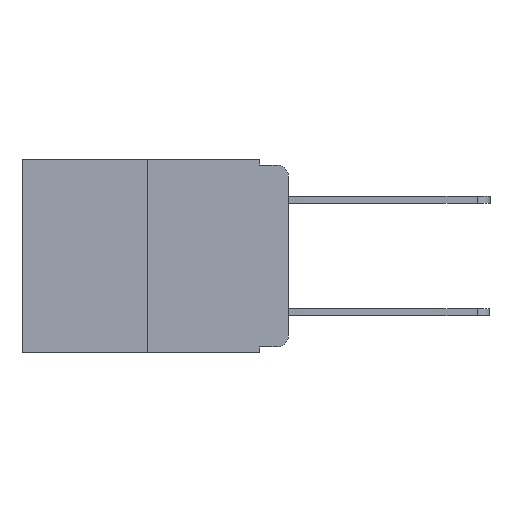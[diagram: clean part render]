
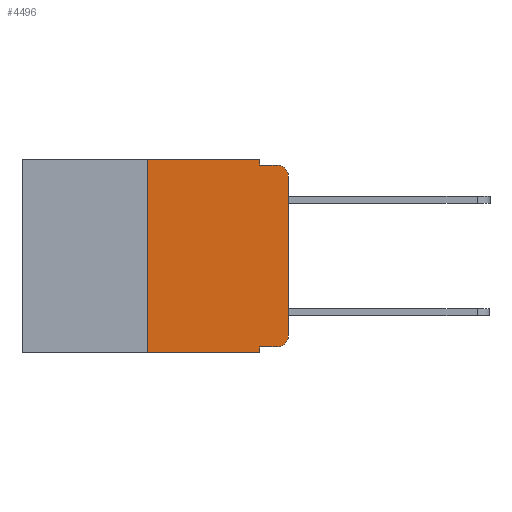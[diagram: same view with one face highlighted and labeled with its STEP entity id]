
A CAD part, left-side view. The second image highlights one B-rep face of the part: STEP entity #4496.
In plain terms, the highlighted planar face has unit normal (-1, 0, 0).
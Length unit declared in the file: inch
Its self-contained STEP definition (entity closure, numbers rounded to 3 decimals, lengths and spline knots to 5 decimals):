
#131 = EDGE_LOOP ( 'NONE', ( #2882, #6002, #10364, #5268, #12219, #10642, #5370, #7173, #1594, #11416 ) ) ;
#317 = CARTESIAN_POINT ( 'NONE',  ( 0., 0.25, 0. ) ) ;
#474 = EDGE_CURVE ( 'NONE', #8766, #12467, #1389, .T. ) ;
#609 = PLANE ( 'NONE',  #4469 ) ;
#634 = VECTOR ( 'NONE', #13241, 39.37008 ) ;
#763 = CIRCLE ( 'NONE', #2127, 0.02 ) ;
#1389 = LINE ( 'NONE', #8938, #12420 ) ;
#1476 = DIRECTION ( 'NONE',  ( -1., 0., 0. ) ) ;
#1529 = DIRECTION ( 'NONE',  ( 0., 0., 1. ) ) ;
#1594 = ORIENTED_EDGE ( 'NONE', *, *, #4300, .T. ) ;
#1735 = LINE ( 'NONE', #317, #7126 ) ;
#1773 = EDGE_CURVE ( 'NONE', #11262, #7332, #1735, .T. ) ;
#1801 = DIRECTION ( 'NONE',  ( 1., 0., 0. ) ) ;
#2127 = AXIS2_PLACEMENT_3D ( 'NONE', #12342, #6390, #13327 ) ;
#2402 = CARTESIAN_POINT ( 'NONE',  ( 0., 0.473, 0. ) ) ;
#2522 = DIRECTION ( 'NONE',  ( 0., -1., 0. ) ) ;
#2833 = EDGE_CURVE ( 'NONE', #13001, #4084, #5982, .T. ) ;
#2882 = ORIENTED_EDGE ( 'NONE', *, *, #11606, .T. ) ;
#3113 = VECTOR ( 'NONE', #12785, 39.37008 ) ;
#3505 = LINE ( 'NONE', #11477, #10723 ) ;
#3515 = DIRECTION ( 'NONE',  ( 0., -1., 0. ) ) ;
#3774 = DIRECTION ( 'NONE',  ( 0., 0., -1. ) ) ;
#3866 = CARTESIAN_POINT ( 'NONE',  ( 0., 0., -0.03 ) ) ;
#3912 = VERTEX_POINT ( 'NONE', #6204 ) ;
#4084 = VERTEX_POINT ( 'NONE', #13411 ) ;
#4300 = EDGE_CURVE ( 'NONE', #13001, #12301, #11434, .T. ) ;
#4373 = DIRECTION ( 'NONE',  ( 0., 0., 1. ) ) ;
#4469 = AXIS2_PLACEMENT_3D ( 'NONE', #10153, #1801, #9196 ) ;
#4496 = ADVANCED_FACE ( 'NONE', ( #8964 ), #609, .F. ) ;
#4890 = DIRECTION ( 'NONE',  ( 0., -1., 0. ) ) ;
#5253 = VERTEX_POINT ( 'NONE', #3866 ) ;
#5268 = ORIENTED_EDGE ( 'NONE', *, *, #474, .F. ) ;
#5370 = ORIENTED_EDGE ( 'NONE', *, *, #10782, .T. ) ;
#5730 = CARTESIAN_POINT ( 'NONE',  ( 0., 0.051, -0.333 ) ) ;
#5982 = LINE ( 'NONE', #7821, #3113 ) ;
#6002 = ORIENTED_EDGE ( 'NONE', *, *, #12896, .T. ) ;
#6107 = VECTOR ( 'NONE', #2522, 39.37008 ) ;
#6204 = CARTESIAN_POINT ( 'NONE',  ( 0., 0., -0.313 ) ) ;
#6390 = DIRECTION ( 'NONE',  ( -1., 0., 0. ) ) ;
#7099 = EDGE_CURVE ( 'NONE', #12301, #3912, #11229, .T. ) ;
#7126 = VECTOR ( 'NONE', #1529, 39.37008 ) ;
#7173 = ORIENTED_EDGE ( 'NONE', *, *, #2833, .F. ) ;
#7332 = VERTEX_POINT ( 'NONE', #12126 ) ;
#7821 = CARTESIAN_POINT ( 'NONE',  ( 0., 0.051, 0. ) ) ;
#7898 = CARTESIAN_POINT ( 'NONE',  ( 0., 0.02, -0.313 ) ) ;
#8349 = CARTESIAN_POINT ( 'NONE',  ( 0., 0.473, -0.343 ) ) ;
#8716 = CARTESIAN_POINT ( 'NONE',  ( 0., 0.051, -0.01 ) ) ;
#8766 = VERTEX_POINT ( 'NONE', #10078 ) ;
#8904 = VECTOR ( 'NONE', #3515, 39.37008 ) ;
#8925 = DIRECTION ( 'NONE',  ( 0., 0., -1. ) ) ;
#8938 = CARTESIAN_POINT ( 'NONE',  ( 0., 0.051, 0. ) ) ;
#8964 = FACE_OUTER_BOUND ( 'NONE', #131, .T. ) ;
#9196 = DIRECTION ( 'NONE',  ( 0., 0., -1. ) ) ;
#9199 = LINE ( 'NONE', #8349, #634 ) ;
#9208 = LINE ( 'NONE', #2402, #8904 ) ;
#9513 = CARTESIAN_POINT ( 'NONE',  ( 0., 0.051, -0.333 ) ) ;
#9978 = AXIS2_PLACEMENT_3D ( 'NONE', #7898, #1476, #8925 ) ;
#10078 = CARTESIAN_POINT ( 'NONE',  ( 0., 0.051, 0. ) ) ;
#10153 = CARTESIAN_POINT ( 'NONE',  ( 0., 0.473, 0. ) ) ;
#10283 = EDGE_CURVE ( 'NONE', #7332, #8766, #9208, .T. ) ;
#10364 = ORIENTED_EDGE ( 'NONE', *, *, #11369, .F. ) ;
#10377 = VERTEX_POINT ( 'NONE', #10776 ) ;
#10581 = VECTOR ( 'NONE', #4890, 39.37008 ) ;
#10642 = ORIENTED_EDGE ( 'NONE', *, *, #1773, .F. ) ;
#10723 = VECTOR ( 'NONE', #4373, 39.37008 ) ;
#10776 = CARTESIAN_POINT ( 'NONE',  ( 0., 0.02, -0.01 ) ) ;
#10782 = EDGE_CURVE ( 'NONE', #11262, #4084, #9199, .T. ) ;
#10892 = LINE ( 'NONE', #12919, #10581 ) ;
#11229 = CIRCLE ( 'NONE', #9978, 0.02 ) ;
#11262 = VERTEX_POINT ( 'NONE', #12801 ) ;
#11369 = EDGE_CURVE ( 'NONE', #12467, #10377, #10892, .T. ) ;
#11416 = ORIENTED_EDGE ( 'NONE', *, *, #7099, .T. ) ;
#11434 = LINE ( 'NONE', #5730, #6107 ) ;
#11477 = CARTESIAN_POINT ( 'NONE',  ( 0., 0., 0. ) ) ;
#11606 = EDGE_CURVE ( 'NONE', #3912, #5253, #3505, .T. ) ;
#12126 = CARTESIAN_POINT ( 'NONE',  ( 0., 0.25, 0. ) ) ;
#12219 = ORIENTED_EDGE ( 'NONE', *, *, #10283, .F. ) ;
#12301 = VERTEX_POINT ( 'NONE', #13381 ) ;
#12342 = CARTESIAN_POINT ( 'NONE',  ( 0., 0.02, -0.03 ) ) ;
#12420 = VECTOR ( 'NONE', #3774, 39.37008 ) ;
#12467 = VERTEX_POINT ( 'NONE', #8716 ) ;
#12785 = DIRECTION ( 'NONE',  ( 0., 0., -1. ) ) ;
#12801 = CARTESIAN_POINT ( 'NONE',  ( 0., 0.25, -0.343 ) ) ;
#12896 = EDGE_CURVE ( 'NONE', #5253, #10377, #763, .T. ) ;
#12919 = CARTESIAN_POINT ( 'NONE',  ( 0., 0.051, -0.01 ) ) ;
#13001 = VERTEX_POINT ( 'NONE', #9513 ) ;
#13241 = DIRECTION ( 'NONE',  ( 0., -1., 0. ) ) ;
#13327 = DIRECTION ( 'NONE',  ( 0., 0., -1. ) ) ;
#13381 = CARTESIAN_POINT ( 'NONE',  ( 0., 0.02, -0.333 ) ) ;
#13411 = CARTESIAN_POINT ( 'NONE',  ( 0., 0.051, -0.343 ) ) ;
